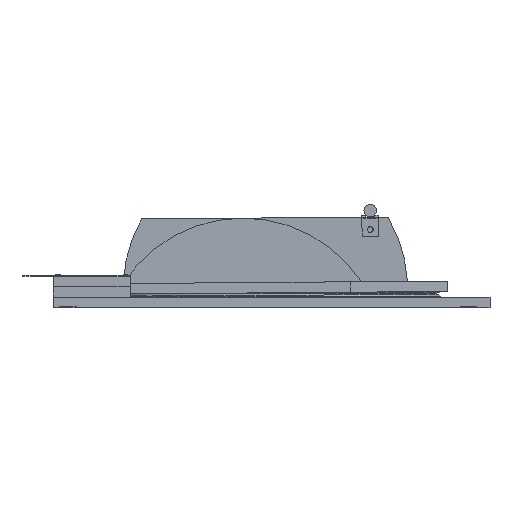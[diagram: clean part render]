
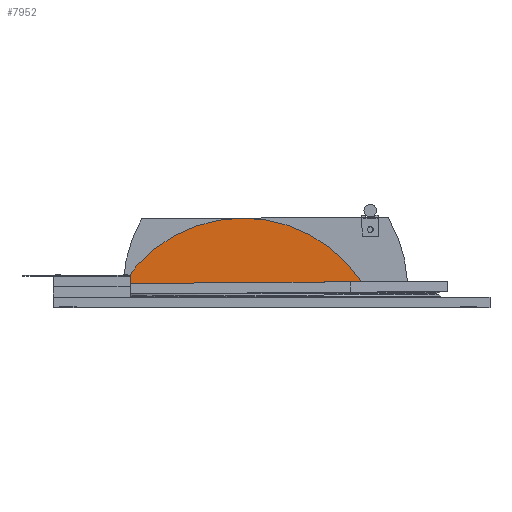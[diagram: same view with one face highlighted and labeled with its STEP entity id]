
A CAD part, left-side view. The second image highlights one B-rep face of the part: STEP entity #7952.
In plain terms, the highlighted planar face has unit normal (-1, 0, 0).
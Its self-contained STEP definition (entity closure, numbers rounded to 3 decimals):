
#918=LINE('',#16047,#1342);
#1342=VECTOR('',#10288,572.695);
#1669=PLANE('',#8665);
#2610=FACE_OUTER_BOUND('',#3301,.T.);
#3301=EDGE_LOOP('',(#6660,#6661));
#3866=CIRCLE('',#8663,342.);
#4400=VERTEX_POINT('',#16041);
#4401=VERTEX_POINT('',#16043);
#5224=EDGE_CURVE('',#4401,#4400,#3866,.T.);
#5226=EDGE_CURVE('',#4401,#4400,#918,.T.);
#6660=ORIENTED_EDGE('',*,*,#5224,.T.);
#6661=ORIENTED_EDGE('',*,*,#5226,.F.);
#7952=ADVANCED_FACE('',(#2610),#1669,.T.);
#8663=AXIS2_PLACEMENT_3D('',#16044,#10283,#10284);
#8665=AXIS2_PLACEMENT_3D('',#16049,#10290,#10291);
#10283=DIRECTION('center_axis',(-1.,0.,0.));
#10284=DIRECTION('ref_axis',(0.,0.841,0.54));
#10288=DIRECTION('',(0.,1.,-0.008));
#10290=DIRECTION('center_axis',(-1.,0.,0.));
#10291=DIRECTION('ref_axis',(0.,-1.,0.008));
#16041=CARTESIAN_POINT('',(-332.5,356.683,57.641));
#16043=CARTESIAN_POINT('',(-332.5,-215.995,62.039));
#16044=CARTESIAN_POINT('Origin',(-332.5,68.908,-127.155));
#16047=CARTESIAN_POINT('',(-332.5,-343.296,63.016));
#16049=CARTESIAN_POINT('Origin',(-332.5,356.683,57.641));
